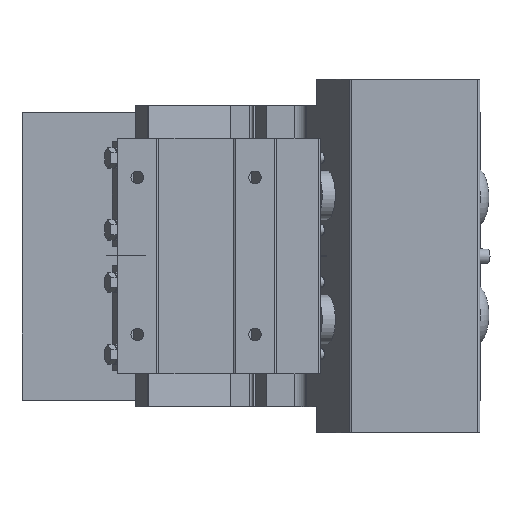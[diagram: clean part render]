
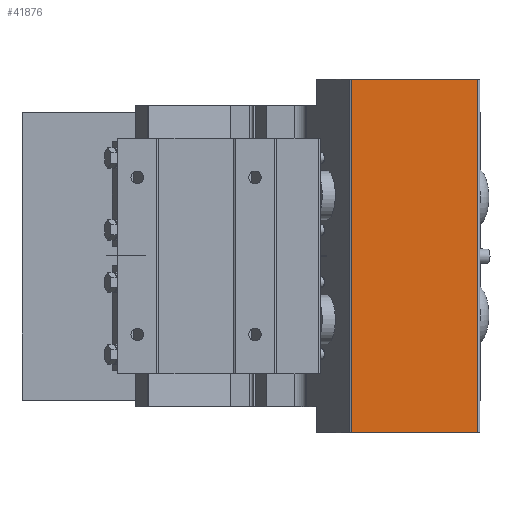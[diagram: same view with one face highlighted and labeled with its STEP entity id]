
A CAD part, top view. The second image highlights one B-rep face of the part: STEP entity #41876.
In plain terms, the highlighted planar face has unit normal (0, 0, 1).
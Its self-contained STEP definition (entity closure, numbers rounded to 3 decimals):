
#22164=ORIENTED_EDGE('',*,*,#27297,.F.);
#22165=ORIENTED_EDGE('',*,*,#27302,.T.);
#22166=ORIENTED_EDGE('',*,*,#27307,.F.);
#22167=ORIENTED_EDGE('',*,*,#27310,.F.);
#23325=VECTOR('',#34325,1.);
#23328=VECTOR('',#34334,1.);
#23332=VECTOR('',#34342,1.);
#23335=VECTOR('',#34353,1.);
#24449=LINE('',#38454,#23325);
#24452=LINE('',#38463,#23328);
#24456=LINE('',#38472,#23332);
#24459=LINE('',#38479,#23335);
#25672=VERTEX_POINT('',#38451);
#25673=VERTEX_POINT('',#38453);
#25676=VERTEX_POINT('',#38461);
#25679=VERTEX_POINT('',#38470);
#27297=EDGE_CURVE('',#25672,#25673,#24449,.T.);
#27302=EDGE_CURVE('',#25672,#25676,#24452,.T.);
#27307=EDGE_CURVE('',#25679,#25676,#24456,.T.);
#27310=EDGE_CURVE('',#25673,#25679,#24459,.T.);
#28531=EDGE_LOOP('',(#22164,#22165,#22166,#22167));
#29745=FACE_BOUND('',#28531,.T.);
#34325=DIRECTION('',(96.627,0.,0.));
#34334=DIRECTION('',(0.,-270.,0.));
#34342=DIRECTION('',(-96.627,0.,0.));
#34353=DIRECTION('',(0.,-270.,0.));
#34354=DIRECTION('',(0.,0.,1.));
#34355=DIRECTION('',(0.,-1.,0.));
#38451=CARTESIAN_POINT('',(296.854,-485.925,494.955));
#38453=CARTESIAN_POINT('',(393.481,-485.925,494.955));
#38454=CARTESIAN_POINT('',(296.854,-485.925,494.955));
#38461=CARTESIAN_POINT('',(296.854,-755.925,494.955));
#38463=CARTESIAN_POINT('',(296.854,-485.925,494.955));
#38470=CARTESIAN_POINT('',(393.481,-755.925,494.955));
#38472=CARTESIAN_POINT('',(393.481,-755.925,494.955));
#38479=CARTESIAN_POINT('',(393.481,-485.925,494.955));
#38480=CARTESIAN_POINT('',(393.481,-485.925,494.955));
#40313=AXIS2_PLACEMENT_3D('',#38480,#34354,#34355);
#40969=PLANE('',#40313);
#41876=ADVANCED_FACE('',(#29745),#40969,.T.);
